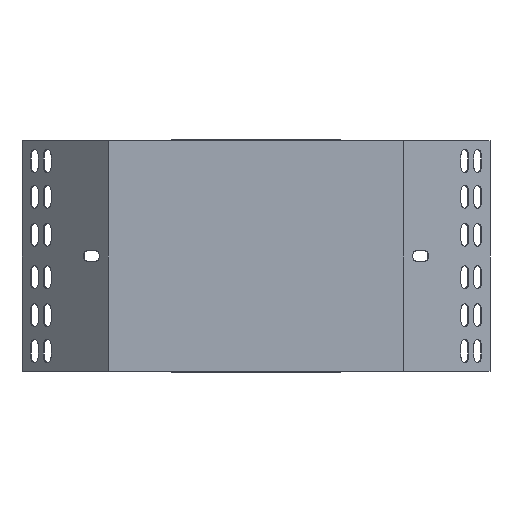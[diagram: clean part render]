
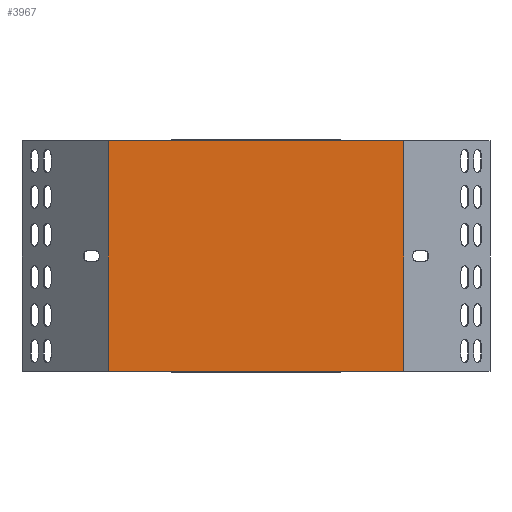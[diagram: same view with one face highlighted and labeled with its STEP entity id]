
A CAD part, front view. The second image highlights one B-rep face of the part: STEP entity #3967.
In plain terms, the highlighted planar face has unit normal (0, -1, 0).
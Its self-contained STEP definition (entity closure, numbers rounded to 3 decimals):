
#36 = CARTESIAN_POINT ( 'NONE',  ( 75.013, -23.927, -100.8 ) ) ;
#446 = DIRECTION ( 'NONE',  ( 1., 0., 0. ) ) ;
#548 = CARTESIAN_POINT ( 'NONE',  ( -120.153, -23.927, 50.8 ) ) ;
#889 = VECTOR ( 'NONE', #446, 1000. ) ;
#905 = EDGE_CURVE ( 'NONE', #8367, #7750, #921, .T. ) ;
#921 = LINE ( 'NONE', #548, #889 ) ;
#1092 = EDGE_LOOP ( 'NONE', ( #8577, #8584, #8594, #8603 ) ) ;
#1288 = CARTESIAN_POINT ( 'NONE',  ( -119.249, -23.927, -100.612 ) ) ;
#1327 = DIRECTION ( 'NONE',  ( 0., 0., 1. ) ) ;
#2396 = FACE_OUTER_BOUND ( 'NONE', #1092, .T. ) ;
#2769 = LINE ( 'NONE', #4089, #4413 ) ;
#3041 = EDGE_CURVE ( 'NONE', #6372, #5495, #2769, .T. ) ;
#3073 = CARTESIAN_POINT ( 'NONE',  ( -119.249, -23.927, -100.8 ) ) ;
#3272 = VECTOR ( 'NONE', #1327, 1000. ) ;
#3307 = LINE ( 'NONE', #1288, #3272 ) ;
#3967 = ADVANCED_FACE ( 'NONE', ( #2396 ), #5119, .F. ) ;
#4089 = CARTESIAN_POINT ( 'NONE',  ( -120.153, -23.927, -100.8 ) ) ;
#4113 = DIRECTION ( 'NONE',  ( 1., 0., 0. ) ) ;
#4413 = VECTOR ( 'NONE', #4113, 1000. ) ;
#4592 = EDGE_CURVE ( 'NONE', #5495, #7750, #6874, .T. ) ;
#4686 = CARTESIAN_POINT ( 'NONE',  ( 75.013, -23.927, -100.612 ) ) ;
#4725 = DIRECTION ( 'NONE',  ( 0., 0., 1. ) ) ;
#4984 = CARTESIAN_POINT ( 'NONE',  ( -119.249, -23.927, 50.8 ) ) ;
#4996 = DIRECTION ( 'NONE',  ( 0., 1., 0. ) ) ;
#5078 = DIRECTION ( 'NONE',  ( 0., 0., 1. ) ) ;
#5119 = PLANE ( 'NONE',  #8014 ) ;
#5235 = CARTESIAN_POINT ( 'NONE',  ( -118.918, -23.927, 50. ) ) ;
#5495 = VERTEX_POINT ( 'NONE', #36 ) ;
#6092 = CARTESIAN_POINT ( 'NONE',  ( 75.013, -23.927, 50.8 ) ) ;
#6372 = VERTEX_POINT ( 'NONE', #3073 ) ;
#6570 = EDGE_CURVE ( 'NONE', #6372, #8367, #3307, .T. ) ;
#6874 = LINE ( 'NONE', #4686, #6889 ) ;
#6889 = VECTOR ( 'NONE', #4725, 1000. ) ;
#7750 = VERTEX_POINT ( 'NONE', #6092 ) ;
#8014 = AXIS2_PLACEMENT_3D ( 'NONE', #5235, #4996, #5078 ) ;
#8367 = VERTEX_POINT ( 'NONE', #4984 ) ;
#8577 = ORIENTED_EDGE ( 'NONE', *, *, #3041, .T. ) ;
#8584 = ORIENTED_EDGE ( 'NONE', *, *, #4592, .T. ) ;
#8594 = ORIENTED_EDGE ( 'NONE', *, *, #905, .F. ) ;
#8603 = ORIENTED_EDGE ( 'NONE', *, *, #6570, .F. ) ;
